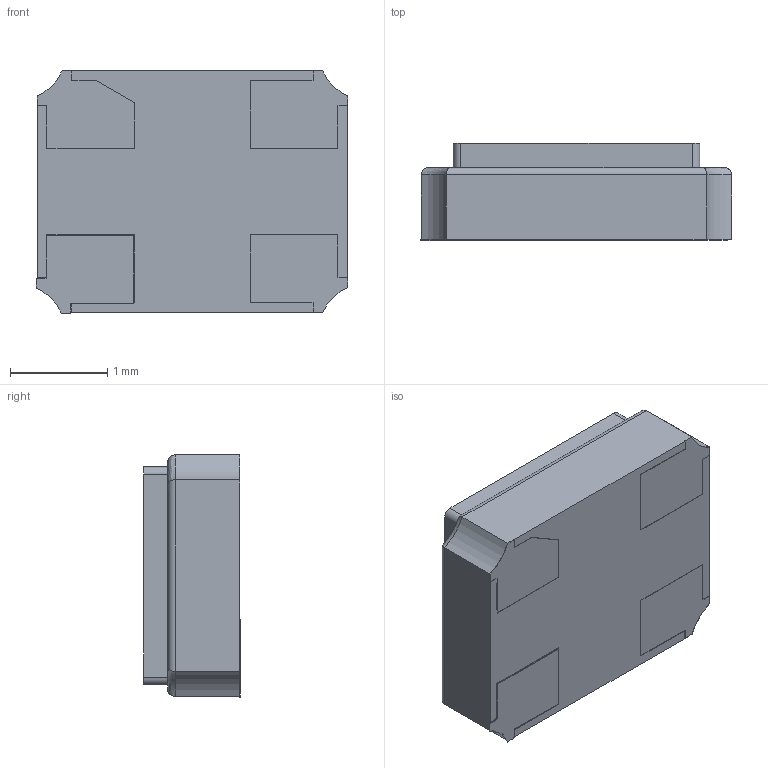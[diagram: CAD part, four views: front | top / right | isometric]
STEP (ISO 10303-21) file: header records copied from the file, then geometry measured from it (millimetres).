
FILE_DESCRIPTION (( 'STEP AP214' ), '1' );
FILE_NAME ('ABM8G-25.000MHZ-B4Y-T.STEP', '2024-01-30T13:34:56', ( '' ), ( '' ), 'SwSTEP 2.0', 'SolidWorks 2024', '' );
FILE_SCHEMA (( 'AUTOMOTIVE_DESIGN' ));
Length unit declared in the file: inch
Products named in the file (6): ABM8G_4; ABM8G_2; ABM8G; ABM8G-25.000MHZ-B4Y-T; ABM8G_1; ABM8G_3
Assembly tree (5 placements, depth 2):
  ABM8G-25.000MHZ-B4Y-T
    ABM8G_1
    ABM8G_2
    ABM8G
    ABM8G_4
    ABM8G_3
Bounding box: 3.21 x 1 x 2.5 mm (x, y, z)
Volume: 7.2 mm3; surface area: 30.8 mm2
Topology: 5 solids, 5 shells, 101 faces, 262 edges, 172 vertices
Faces by surface type: plane 81, cylinder 16, bspline 4
Entity records: 4098 total; most frequent: CARTESIAN_POINT 712, ORIENTED_EDGE 524, DIRECTION 484, EDGE_CURVE 262, LINE 226, VECTOR 226, VERTEX_POINT 172, AXIS2_PLACEMENT_3D 129
